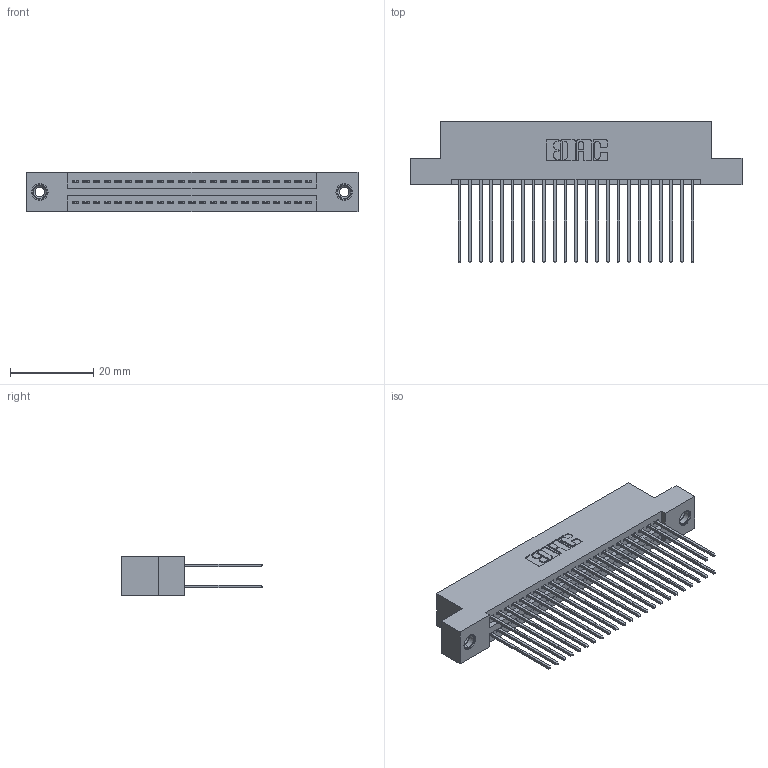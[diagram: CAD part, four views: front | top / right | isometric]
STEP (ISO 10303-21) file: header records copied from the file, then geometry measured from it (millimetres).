
FILE_DESCRIPTION (( 'STEP AP203' ), '1' );
FILE_NAME ('345-046-541-208.STEP', '2019-10-29T02:07:08', ( '' ), ( '' ), 'SwSTEP 2.0', 'SolidWorks 2016', '' );
FILE_SCHEMA (( 'CONFIG_CONTROL_DESIGN' ));
Length unit declared in the file: inch
Products named in the file (4): 345-046-541-208; 345-250-001_345-250-003-102; 345-292-001_345-293-141; 345 Part_Flush Mounting Lugs - 0.156 Dia-TI
Assembly tree (49 placements, depth 2):
  345-046-541-208
    345 Part_Flush Mounting Lugs - 0.156 Dia-TI
    345-292-001_345-293-141  x46
    345-250-001_345-250-003-102  x2
Bounding box: 79.63 x 33.96 x 9.4 mm (x, y, z)
Volume: 7816.3 mm3; surface area: 12439.8 mm2
Topology: 49 solids, 49 shells, 2486 faces, 7331 edges, 4818 vertices
Faces by surface type: plane 1630, cylinder 840, cone 12, torus 4
Entity records: 21808 total; most frequent: CARTESIAN_POINT 3655, ORIENTED_EDGE 3582, DIRECTION 3273, EDGE_CURVE 1791, LINE 1547, VECTOR 1547, VERTEX_POINT 1188, AXIS2_PLACEMENT_3D 863
